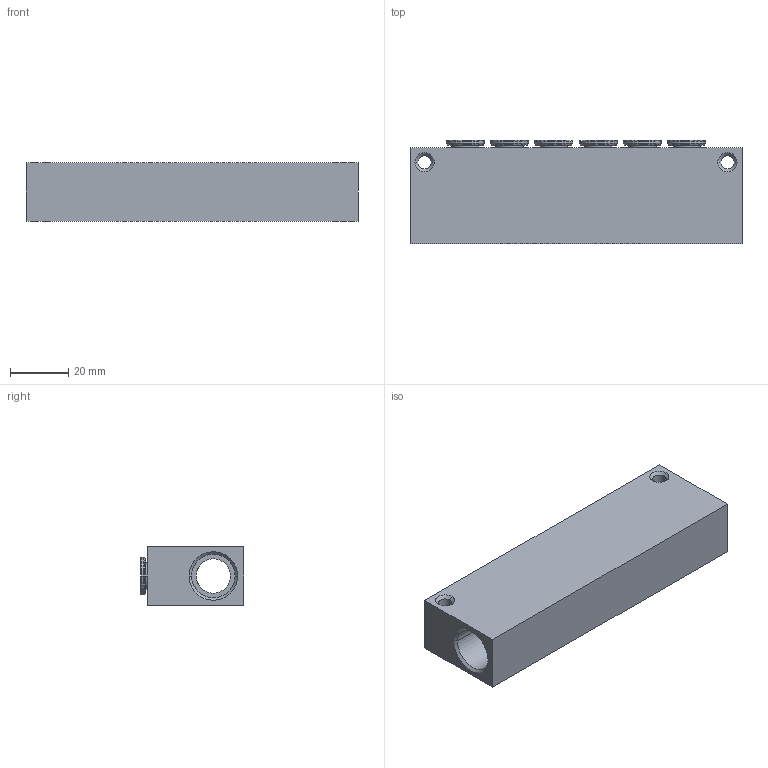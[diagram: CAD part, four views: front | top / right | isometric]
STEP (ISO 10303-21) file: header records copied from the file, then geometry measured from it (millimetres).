
FILE_DESCRIPTION(('STEP AP214'),'1');
FILE_NAME('3310_08_17.stp','2016-07-07T14:25:24',('TraceParts'),('TraceParts S.A.'),'Spatial InterOp 3D',' ',' ');
FILE_SCHEMA(('automotive_design'));
Length unit declared in the file: millimetre
Products named in the file (31): 3310-08-17_asm|3100-08-00_ASM:1#3100-08-00_ASM|44108-35:1#44108-35;44108-35; 3310-08-17_asm|3100-08-00_ASM:1#3100-08-00_ASM|44108:1#44108;44108; 3310-08-17_asm|3100-08-00_ASM:1#3100-08-00_ASM|44108-40:1#44108-40;44108-40; 3310-08-17_asm|3100-08-00_ASM:1#3100-08-00_ASM|44108-34-CASSE:1#44108-34-CASSE;44108-34-CASSE; 3310-08-17_asm|3100-08-00_ASM:1#3100-08-00_ASM|44108-12-ASM:1#44108-12-ASM;44108-12-ASM; 3310-08-17_asm|3100-08-00_ASM:2#3100-08-00_ASM|44108-35:1#44108-35;44108-35; 3310-08-17_asm|3100-08-00_ASM:2#3100-08-00_ASM|44108:1#44108;44108; 3310-08-17_asm|3100-08-00_ASM:2#3100-08-00_ASM|44108-40:1#44108-40;44108-40; 3310-08-17_asm|3100-08-00_ASM:2#3100-08-00_ASM|44108-34-CASSE:1#44108-34-CASSE;44108-34-CASSE; 3310-08-17_asm|3100-08-00_ASM:2#3100-08-00_ASM|44108-12-ASM:1#44108-12-ASM;44108-12-ASM; 3310-08-17_asm|3100-08-00_ASM:3#3100-08-00_ASM|44108-35:1#44108-35;44108-35; 3310-08-17_asm|3100-08-00_ASM:3#3100-08-00_ASM|44108:1#44108;44108; 3310-08-17_asm|3100-08-00_ASM:3#3100-08-00_ASM|44108-40:1#44108-40;44108-40; 3310-08-17_asm|3100-08-00_ASM:3#3100-08-00_ASM|44108-34-CASSE:1#44108-34-CASSE;44108-34-CASSE; 3310-08-17_asm|3100-08-00_ASM:3#3100-08-00_ASM|44108-12-ASM:1#44108-12-ASM;44108-12-ASM; 3310-08-17_asm|3100-08-00_ASM:4#3100-08-00_ASM|44108-35:1#44108-35;44108-35; 3310-08-17_asm|3100-08-00_ASM:4#3100-08-00_ASM|44108:1#44108;44108; 3310-08-17_asm|3100-08-00_ASM:4#3100-08-00_ASM|44108-40:1#44108-40;44108-40; 3310-08-17_asm|3100-08-00_ASM:4#3100-08-00_ASM|44108-34-CASSE:1#44108-34-CASSE;44108-34-CASSE; 3310-08-17_asm|3100-08-00_ASM:4#3100-08-00_ASM|44108-12-ASM:1#44108-12-ASM;44108-12-ASM; 3310-08-17_asm|3100-08-00_ASM:5#3100-08-00_ASM|44108-35:1#44108-35;44108-35; 3310-08-17_asm|3100-08-00_ASM:5#3100-08-00_ASM|44108:1#44108;44108; 3310-08-17_asm|3100-08-00_ASM:5#3100-08-00_ASM|44108-40:1#44108-40;44108-40; 3310-08-17_asm|3100-08-00_ASM:5#3100-08-00_ASM|44108-34-CASSE:1#44108-34-CASSE;44108-34-CASSE; 3310-08-17_asm|3100-08-00_ASM:5#3100-08-00_ASM|44108-12-ASM:1#44108-12-ASM;44108-12-ASM; 3310-08-17_asm|3100-08-00_ASM:6#3100-08-00_ASM|44108-35:1#44108-35;44108-35; 3310-08-17_asm|3100-08-00_ASM:6#3100-08-00_ASM|44108:1#44108;44108; 3310-08-17_asm|3100-08-00_ASM:6#3100-08-00_ASM|44108-40:1#44108-40;44108-40; 3310-08-17_asm|3100-08-00_ASM:6#3100-08-00_ASM|44108-34-CASSE:1#44108-34-CASSE;44108-34-CASSE; 3310-08-17_asm|3100-08-00_ASM:6#3100-08-00_ASM|44108-12-ASM:1#44108-12-ASM;44108-12-ASM; 3310-08-17_asm|33332-31:1#33332-31;33332-31
Bounding box: 114 x 35.65 x 20 mm (x, y, z)
Volume: 55153.4 mm3; surface area: 33196.9 mm2
Topology: 31 solids, 37 shells, 4176 faces, 11238 edges, 7288 vertices
Faces by surface type: plane 2576, cone 516, cylinder 496, bspline 324, torus 264
Entity records: 178606 total; most frequent: CARTESIAN_POINT 39791, ORIENTED_EDGE 22428, DIRECTION 20938, EDGE_CURVE 11214, LINE 7816, VECTOR 7816, VERTEX_POINT 7282, AXIS2_PLACEMENT_3D 6561
